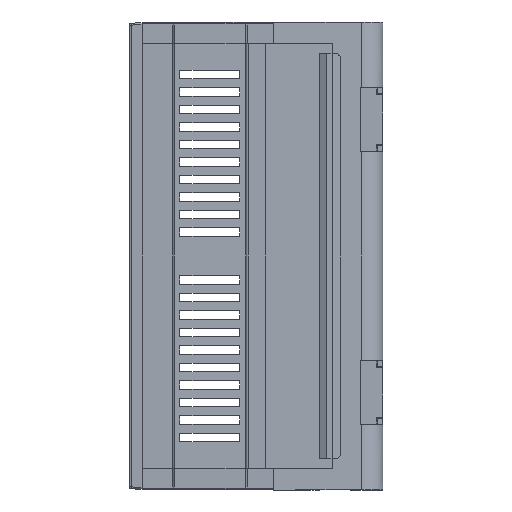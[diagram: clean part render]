
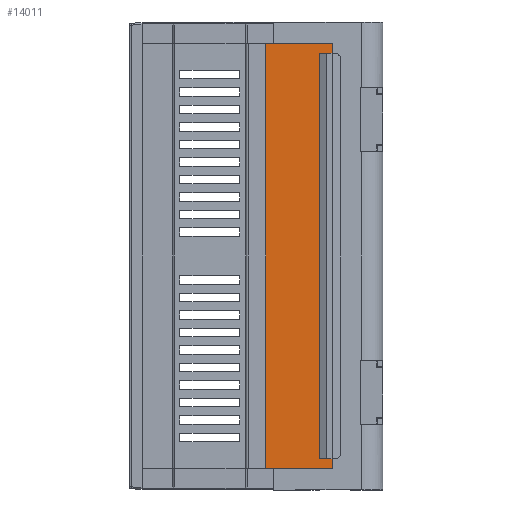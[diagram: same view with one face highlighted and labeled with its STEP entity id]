
A CAD part, left-side view. The second image highlights one B-rep face of the part: STEP entity #14011.
In plain terms, the highlighted planar face has unit normal (-1, 0, 0).
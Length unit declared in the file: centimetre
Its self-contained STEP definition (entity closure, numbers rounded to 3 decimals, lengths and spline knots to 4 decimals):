
#145 = ORIENTED_EDGE ( 'NONE', *, *, #32792, .T. ) ;
#323 = VERTEX_POINT ( 'NONE', #31701 ) ;
#1071 = DIRECTION ( 'NONE',  ( 1., 0., 0. ) ) ;
#1464 = ORIENTED_EDGE ( 'NONE', *, *, #4192, .F. ) ;
#1876 = CARTESIAN_POINT ( 'NONE',  ( -4.4702, 0., -0.5 ) ) ;
#2019 = CARTESIAN_POINT ( 'NONE',  ( -4.4702, 0., -0.129 ) ) ;
#2093 = VECTOR ( 'NONE', #8248, 100. ) ;
#2207 = DIRECTION ( 'NONE',  ( 0., 1., 0. ) ) ;
#2370 = VECTOR ( 'NONE', #17983, 100. ) ;
#2455 = DIRECTION ( 'NONE',  ( 0., 0., -1. ) ) ;
#2496 = LINE ( 'NONE', #22711, #13716 ) ;
#2704 = CARTESIAN_POINT ( 'NONE',  ( -4.4702, 0., -10.2 ) ) ;
#3892 = EDGE_CURVE ( 'NONE', #22804, #323, #20755, .T. ) ;
#4114 = ORIENTED_EDGE ( 'NONE', *, *, #21743, .F. ) ;
#4192 = EDGE_CURVE ( 'NONE', #15553, #14234, #28321, .T. ) ;
#4397 = EDGE_CURVE ( 'NONE', #8473, #32490, #28716, .T. ) ;
#4500 = CARTESIAN_POINT ( 'NONE',  ( -4.4702, 1.5192, -10.571 ) ) ;
#4974 = LINE ( 'NONE', #1876, #17829 ) ;
#6319 = DIRECTION ( 'NONE',  ( 0., 0., -1. ) ) ;
#6798 = DIRECTION ( 'NONE',  ( 0., 1., 0. ) ) ;
#7545 = CARTESIAN_POINT ( 'NONE',  ( -4.4702, 1.3392, -10.2 ) ) ;
#7569 = VERTEX_POINT ( 'NONE', #14031 ) ;
#7971 = CARTESIAN_POINT ( 'NONE',  ( -4.4702, 0., -10.571 ) ) ;
#8248 = DIRECTION ( 'NONE',  ( 0., 1., 0. ) ) ;
#8473 = VERTEX_POINT ( 'NONE', #7545 ) ;
#9187 = LINE ( 'NONE', #2704, #2370 ) ;
#9522 = LINE ( 'NONE', #17136, #22387 ) ;
#10468 = PLANE ( 'NONE',  #28450 ) ;
#10942 = VECTOR ( 'NONE', #32619, 100. ) ;
#10954 = ORIENTED_EDGE ( 'NONE', *, *, #30425, .F. ) ;
#12595 = DIRECTION ( 'NONE',  ( 0., 0., -1. ) ) ;
#13716 = VECTOR ( 'NONE', #12595, 100. ) ;
#13752 = EDGE_LOOP ( 'NONE', ( #4114, #32387, #10954, #27428, #23003, #15761, #1464, #15138, #145, #19462 ) ) ;
#13903 = VECTOR ( 'NONE', #2455, 100. ) ;
#14011 = ADVANCED_FACE ( 'NONE', ( #19745 ), #10468, .F. ) ;
#14031 = CARTESIAN_POINT ( 'NONE',  ( -4.4702, 0.2822, -9.99 ) ) ;
#14149 = CARTESIAN_POINT ( 'NONE',  ( -4.4702, 0.2822, -0.71 ) ) ;
#14216 = LINE ( 'NONE', #28760, #27475 ) ;
#14234 = VERTEX_POINT ( 'NONE', #14149 ) ;
#15089 = DIRECTION ( 'NONE',  ( 0., 1., 0. ) ) ;
#15138 = ORIENTED_EDGE ( 'NONE', *, *, #20786, .T. ) ;
#15553 = VERTEX_POINT ( 'NONE', #32824 ) ;
#15761 = ORIENTED_EDGE ( 'NONE', *, *, #15851, .F. ) ;
#15788 = CARTESIAN_POINT ( 'NONE',  ( -4.4702, 0., -0.5 ) ) ;
#15851 = EDGE_CURVE ( 'NONE', #14234, #7569, #2496, .T. ) ;
#16555 = LINE ( 'NONE', #15788, #2093 ) ;
#17124 = EDGE_CURVE ( 'NONE', #26087, #19412, #16555, .T. ) ;
#17136 = CARTESIAN_POINT ( 'NONE',  ( -4.4702, 0., -9.99 ) ) ;
#17775 = LINE ( 'NONE', #4500, #10942 ) ;
#17811 = CARTESIAN_POINT ( 'NONE',  ( -4.4702, 0., -0.5 ) ) ;
#17829 = VECTOR ( 'NONE', #2207, 100. ) ;
#17924 = VECTOR ( 'NONE', #15089, 100. ) ;
#17983 = DIRECTION ( 'NONE',  ( 0., 1., 0. ) ) ;
#19412 = VERTEX_POINT ( 'NONE', #29771 ) ;
#19462 = ORIENTED_EDGE ( 'NONE', *, *, #17124, .T. ) ;
#19525 = CARTESIAN_POINT ( 'NONE',  ( -4.4702, 0., -10.2 ) ) ;
#19745 = FACE_OUTER_BOUND ( 'NONE', #13752, .T. ) ;
#20697 = VECTOR ( 'NONE', #27010, 100. ) ;
#20755 = LINE ( 'NONE', #2019, #13903 ) ;
#20786 = EDGE_CURVE ( 'NONE', #15553, #22914, #14216, .T. ) ;
#21743 = EDGE_CURVE ( 'NONE', #32490, #19412, #17775, .T. ) ;
#22387 = VECTOR ( 'NONE', #6798, 100. ) ;
#22711 = CARTESIAN_POINT ( 'NONE',  ( -4.4702, 0.2822, -0.0086 ) ) ;
#22804 = VERTEX_POINT ( 'NONE', #32266 ) ;
#22914 = VERTEX_POINT ( 'NONE', #17811 ) ;
#23003 = ORIENTED_EDGE ( 'NONE', *, *, #26127, .T. ) ;
#23526 = CARTESIAN_POINT ( 'NONE',  ( -4.4702, 0., -0.71 ) ) ;
#23620 = DIRECTION ( 'NONE',  ( 0., 0., 1. ) ) ;
#26087 = VERTEX_POINT ( 'NONE', #32571 ) ;
#26127 = EDGE_CURVE ( 'NONE', #22804, #7569, #9522, .T. ) ;
#27010 = DIRECTION ( 'NONE',  ( 0., 1., 0. ) ) ;
#27428 = ORIENTED_EDGE ( 'NONE', *, *, #3892, .F. ) ;
#27475 = VECTOR ( 'NONE', #23620, 100. ) ;
#28321 = LINE ( 'NONE', #23526, #17924 ) ;
#28450 = AXIS2_PLACEMENT_3D ( 'NONE', #7971, #1071, #6319 ) ;
#28716 = LINE ( 'NONE', #19525, #20697 ) ;
#28760 = CARTESIAN_POINT ( 'NONE',  ( -4.4702, 0., -10.571 ) ) ;
#29771 = CARTESIAN_POINT ( 'NONE',  ( -4.4702, 1.5192, -0.5 ) ) ;
#30425 = EDGE_CURVE ( 'NONE', #323, #8473, #9187, .T. ) ;
#31701 = CARTESIAN_POINT ( 'NONE',  ( -4.4702, 0., -10.2 ) ) ;
#31928 = CARTESIAN_POINT ( 'NONE',  ( -4.4702, 1.5192, -10.2 ) ) ;
#32266 = CARTESIAN_POINT ( 'NONE',  ( -4.4702, 0., -9.99 ) ) ;
#32387 = ORIENTED_EDGE ( 'NONE', *, *, #4397, .F. ) ;
#32490 = VERTEX_POINT ( 'NONE', #31928 ) ;
#32571 = CARTESIAN_POINT ( 'NONE',  ( -4.4702, 1.3392, -0.5 ) ) ;
#32619 = DIRECTION ( 'NONE',  ( 0., 0., 1. ) ) ;
#32792 = EDGE_CURVE ( 'NONE', #22914, #26087, #4974, .T. ) ;
#32824 = CARTESIAN_POINT ( 'NONE',  ( -4.4702, 0., -0.71 ) ) ;
